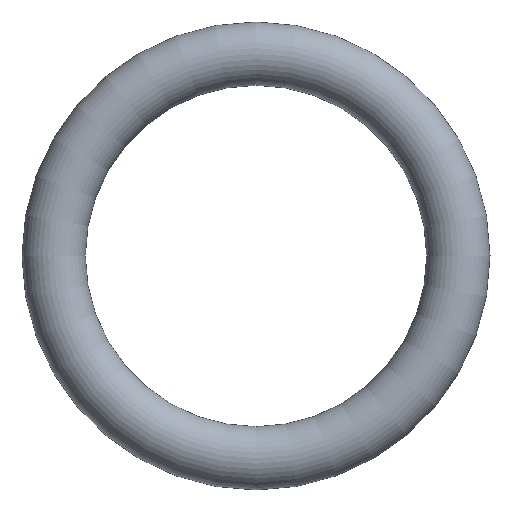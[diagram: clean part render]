
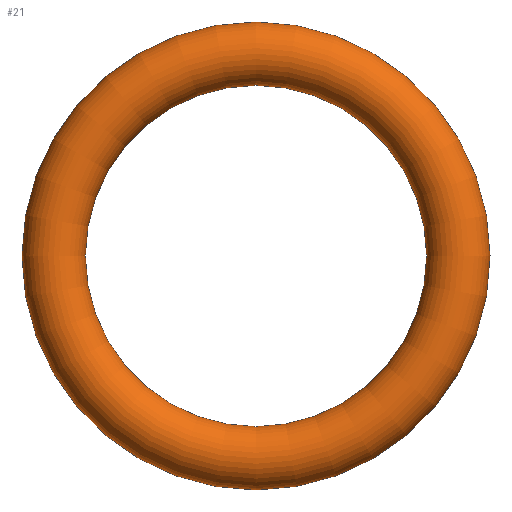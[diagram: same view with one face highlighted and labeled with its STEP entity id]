
A CAD part, top view. The second image highlights one B-rep face of the part: STEP entity #21.
In plain terms, the highlighted toroidal (fillet/blend) face has major radius 6.863 mm and minor radius 1.075 mm.
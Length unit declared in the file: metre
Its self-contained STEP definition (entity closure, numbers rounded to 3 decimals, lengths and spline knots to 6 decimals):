
#13=VERTEX_POINT('',#47);
#15=VERTEX_LOOP('',#13);
#17=FACE_BOUND('',#15,.T.);
#19=TOROIDAL_SURFACE('',#37,0.006863,0.001075);
#21=ADVANCED_FACE('',(#17),#19,.T.);
#37=AXIS2_PLACEMENT_3D('',#46,#41,#42);
#41=DIRECTION('',(0.,0.,-1.));
#42=DIRECTION('',(-1.,0.,0.));
#46=CARTESIAN_POINT('',(0.,0.,0.));
#47=CARTESIAN_POINT('',(-0.005788,0.,0.));
